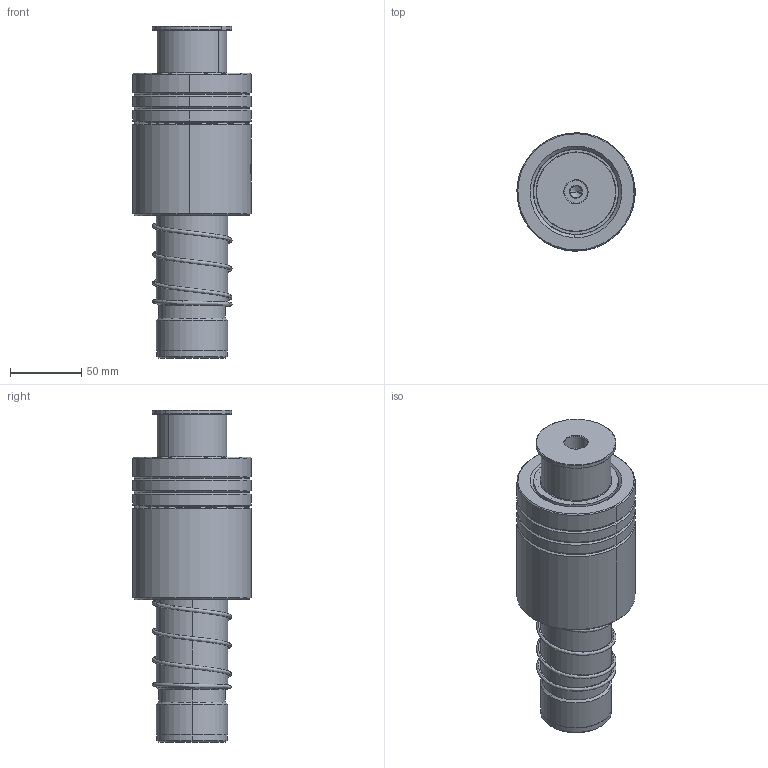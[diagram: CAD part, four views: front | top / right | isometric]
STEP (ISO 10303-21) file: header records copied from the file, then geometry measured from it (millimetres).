
FILE_DESCRIPTION (( 'STEP AP214' ), '1' );
FILE_NAME ('EKS EKJ-D50-L200(BL-100).STEP', '2021-09-27T02:42:39', ( '' ), ( '' ), 'SwSTEP 2.0', 'SolidWorks 2016', '' );
FILE_SCHEMA (( 'AUTOMOTIVE_DESIGN' ));
Length unit declared in the file: millimetre
Products named in the file (235): BALL-D5; BJ BS-59.5-50.5-L90郪蚾; GTK-D56-d49; BJ BS-D59.5-50.5-L90; HWP-D55.7-50.5-L70; EKS EKJ-D50-L200(BL-100); MGK-D50-L200; TBB-D83-d60-L100
Assembly tree (229 placements, depth 3):
  BALL-D5
  BALL-D5
  BALL-D5
  BALL-D5
  BALL-D5
Bounding box: 82.96 x 82.93 x 233 mm (x, y, z)
Volume: 774919.5 mm3; surface area: 169870.7 mm2
Topology: 225 solids, 225 shells, 1013 faces, 4277 edges, 2835 vertices
Faces by surface type: sphere 880, cone 42, cylinder 38, plane 21, torus 18, bspline 14
Entity records: 44299 total; most frequent: CARTESIAN_POINT 25468, ORIENTED_EDGE 3260, DIRECTION 2868, EDGE_CURVE 1630, AXIS2_PLACEMENT_3D 1384, VERTEX_POINT 1063, EDGE_LOOP 1017, B_SPLINE_CURVE_WITH_KNOTS 945
